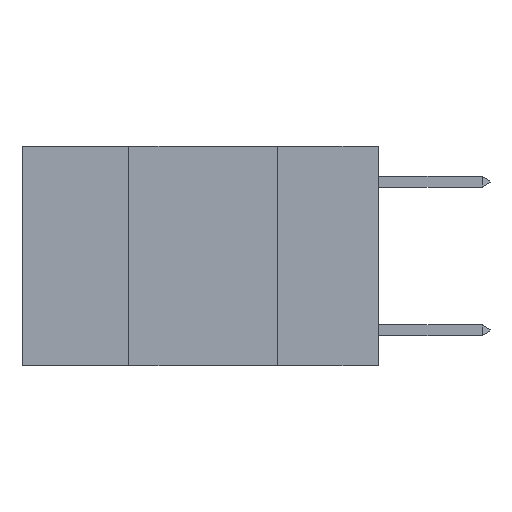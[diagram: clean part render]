
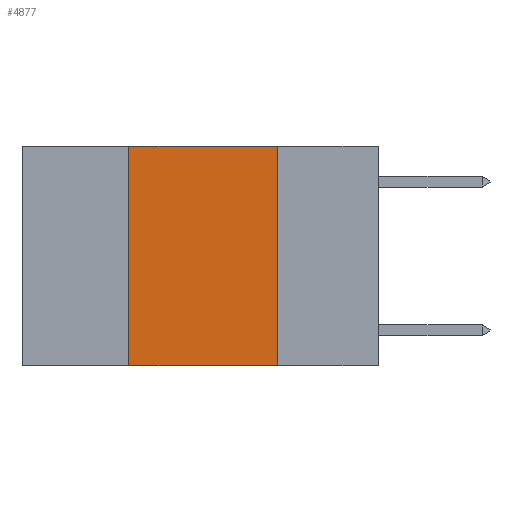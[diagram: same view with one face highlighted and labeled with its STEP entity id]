
A CAD part, left-side view. The second image highlights one B-rep face of the part: STEP entity #4877.
In plain terms, the highlighted planar face has unit normal (-1, 0, 0).
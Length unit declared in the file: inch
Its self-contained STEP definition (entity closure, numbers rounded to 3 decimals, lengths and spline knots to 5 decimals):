
#266 = AXIS2_PLACEMENT_3D ( 'NONE', #2206, #17545, #14242 ) ;
#678 = EDGE_CURVE ( 'NONE', #9827, #13440, #10180, .T. ) ;
#1171 = VERTEX_POINT ( 'NONE', #9582 ) ;
#1521 = EDGE_LOOP ( 'NONE', ( #3323, #21978, #5428, #18571 ) ) ;
#2206 = CARTESIAN_POINT ( 'NONE',  ( 0., 0.6, 0. ) ) ;
#3169 = CARTESIAN_POINT ( 'NONE',  ( 0., 0.17, 0. ) ) ;
#3323 = ORIENTED_EDGE ( 'NONE', *, *, #16554, .F. ) ;
#4877 = ADVANCED_FACE ( 'NONE', ( #17776 ), #19240, .F. ) ;
#4880 = CARTESIAN_POINT ( 'NONE',  ( 0., 0.17, 0. ) ) ;
#5428 = ORIENTED_EDGE ( 'NONE', *, *, #678, .F. ) ;
#5857 = CARTESIAN_POINT ( 'NONE',  ( 0., 0.6, -0.37 ) ) ;
#6289 = LINE ( 'NONE', #13212, #18224 ) ;
#6349 = DIRECTION ( 'NONE',  ( 0., 0., 1. ) ) ;
#7356 = CARTESIAN_POINT ( 'NONE',  ( 0., 0.42, -0.37 ) ) ;
#8290 = VECTOR ( 'NONE', #13616, 39.37008 ) ;
#8419 = CARTESIAN_POINT ( 'NONE',  ( 0., 0.42, 0. ) ) ;
#8475 = EDGE_CURVE ( 'NONE', #9827, #1171, #14476, .T. ) ;
#9582 = CARTESIAN_POINT ( 'NONE',  ( 0., 0.17, -0.37 ) ) ;
#9827 = VERTEX_POINT ( 'NONE', #7356 ) ;
#10180 = LINE ( 'NONE', #18505, #20683 ) ;
#12440 = DIRECTION ( 'NONE',  ( 0., -1., 0. ) ) ;
#13212 = CARTESIAN_POINT ( 'NONE',  ( 0., 0.6, 0. ) ) ;
#13440 = VERTEX_POINT ( 'NONE', #8419 ) ;
#13616 = DIRECTION ( 'NONE',  ( 0., 0., -1. ) ) ;
#14242 = DIRECTION ( 'NONE',  ( 0., 0., -1. ) ) ;
#14476 = LINE ( 'NONE', #5857, #14708 ) ;
#14708 = VECTOR ( 'NONE', #12440, 39.37008 ) ;
#16498 = DIRECTION ( 'NONE',  ( 0., -1., 0. ) ) ;
#16554 = EDGE_CURVE ( 'NONE', #20392, #1171, #18735, .T. ) ;
#17545 = DIRECTION ( 'NONE',  ( 1., 0., 0. ) ) ;
#17776 = FACE_OUTER_BOUND ( 'NONE', #1521, .T. ) ;
#18224 = VECTOR ( 'NONE', #16498, 39.37008 ) ;
#18505 = CARTESIAN_POINT ( 'NONE',  ( 0., 0.42, 0. ) ) ;
#18571 = ORIENTED_EDGE ( 'NONE', *, *, #8475, .T. ) ;
#18735 = LINE ( 'NONE', #3169, #8290 ) ;
#19092 = EDGE_CURVE ( 'NONE', #13440, #20392, #6289, .T. ) ;
#19240 = PLANE ( 'NONE',  #266 ) ;
#20392 = VERTEX_POINT ( 'NONE', #4880 ) ;
#20683 = VECTOR ( 'NONE', #6349, 39.37008 ) ;
#21978 = ORIENTED_EDGE ( 'NONE', *, *, #19092, .F. ) ;
